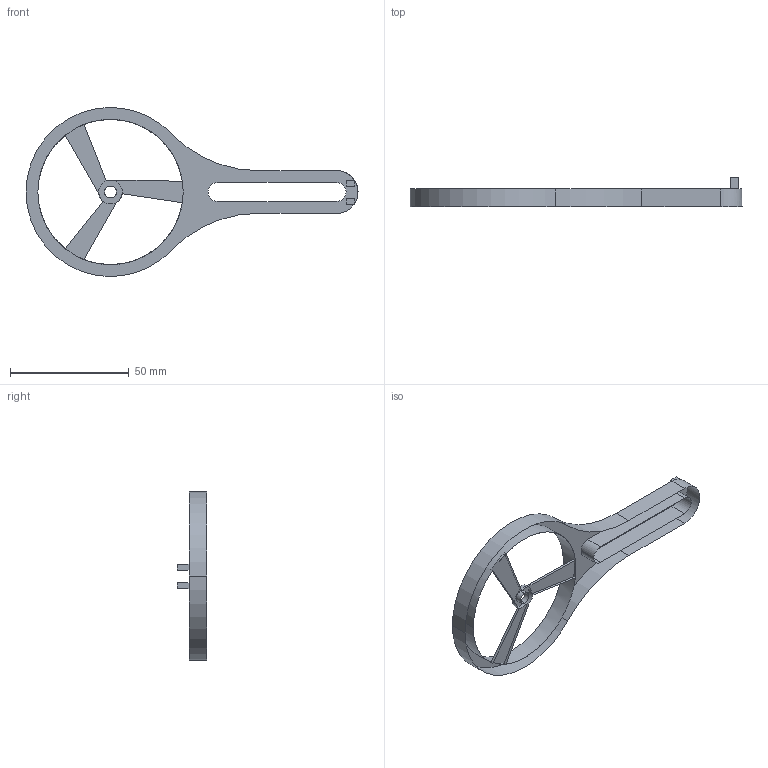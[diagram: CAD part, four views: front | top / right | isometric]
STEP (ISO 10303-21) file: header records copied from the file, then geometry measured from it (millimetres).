
FILE_DESCRIPTION (( 'STEP AP203' ), '1' );
FILE_NAME ('Chassis_v1.000.002.STEP', '2024-12-01T04:53:31', ( '' ), ( '' ), 'SwSTEP 2.0', 'SolidWorks 2024', '' );
FILE_SCHEMA (( 'CONFIG_CONTROL_DESIGN' ));
Length unit declared in the file: millimetre
Products named in the file (1): Chassis_v1.000.002
Bounding box: 139.5 x 12.5 x 70.94 mm (x, y, z)
Volume: 15633.3 mm3; surface area: 10549.5 mm2
Topology: 1 solids, 1 shells, 46 faces, 132 edges, 87 vertices
Faces by surface type: plane 28, cylinder 18
Entity records: 1616 total; most frequent: DIRECTION 275, CARTESIAN_POINT 269, ORIENTED_EDGE 264, EDGE_CURVE 132, AXIS2_PLACEMENT_3D 97, VERTEX_POINT 87, LINE 81, VECTOR 81
